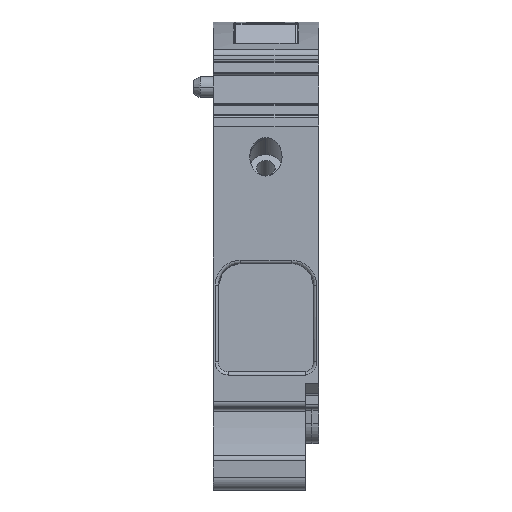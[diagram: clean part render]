
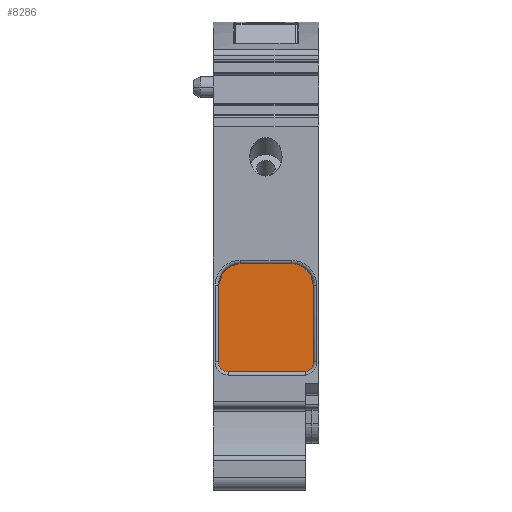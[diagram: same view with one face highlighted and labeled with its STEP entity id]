
A CAD part, front view. The second image highlights one B-rep face of the part: STEP entity #8286.
In plain terms, the highlighted planar face has unit normal (0, -1, 0).
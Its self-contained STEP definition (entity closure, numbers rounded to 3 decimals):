
#8185=AXIS2_PLACEMENT_3D('Plane Axis2P3D',#8182,#8183,#8184) ;
#8212=AXIS2_PLACEMENT_3D('Circle Axis2P3D',#8210,#8211,$) ;
#8219=AXIS2_PLACEMENT_3D('Circle Axis2P3D',#8217,#8218,$) ;
#8226=AXIS2_PLACEMENT_3D('Circle Axis2P3D',#8224,#8225,$) ;
#8247=AXIS2_PLACEMENT_3D('Circle Axis2P3D',#8245,#8246,$) ;
#8159=CARTESIAN_POINT('Vertex',(7.085,11.379,34.368)) ;
#8162=CARTESIAN_POINT('Line Origine',(11.,11.379,34.368)) ;
#8166=CARTESIAN_POINT('Vertex',(14.915,11.379,34.368)) ;
#8182=CARTESIAN_POINT('Axis2P3D Location',(0.,11.379,0.)) ;
#8188=CARTESIAN_POINT('Control Point',(7.085,11.379,34.368)) ;
#8189=CARTESIAN_POINT('Control Point',(6.734,11.379,34.366)) ;
#8190=CARTESIAN_POINT('Control Point',(6.382,11.379,34.314)) ;
#8191=CARTESIAN_POINT('Control Point',(6.04,11.379,34.215)) ;
#8192=CARTESIAN_POINT('Control Point',(5.381,11.379,33.924)) ;
#8193=CARTESIAN_POINT('Control Point',(4.822,11.379,33.472)) ;
#8194=CARTESIAN_POINT('Control Point',(4.57,11.379,33.206)) ;
#8195=CARTESIAN_POINT('Control Point',(4.163,11.379,32.644)) ;
#8196=CARTESIAN_POINT('Control Point',(3.911,11.379,32.001)) ;
#8197=CARTESIAN_POINT('Control Point',(3.829,11.379,31.681)) ;
#8198=CARTESIAN_POINT('Control Point',(3.788,11.379,31.355)) ;
#8199=CARTESIAN_POINT('Control Point',(3.788,11.379,31.03)) ;
#8200=CARTESIAN_POINT('Vertex',(3.788,11.379,31.03)) ;
#8203=CARTESIAN_POINT('Line Origine',(3.788,11.379,25.24)) ;
#8207=CARTESIAN_POINT('Vertex',(3.788,11.379,19.45)) ;
#8210=CARTESIAN_POINT('Axis2P3D Location',(5.292,11.379,19.454)) ;
#8214=CARTESIAN_POINT('Vertex',(5.288,11.379,17.95)) ;
#8217=CARTESIAN_POINT('Axis2P3D Location',(5.292,11.379,19.455)) ;
#8221=CARTESIAN_POINT('Vertex',(5.292,11.379,17.95)) ;
#8224=CARTESIAN_POINT('Axis2P3D Location',(5.292,11.379,19.455)) ;
#8228=CARTESIAN_POINT('Vertex',(5.295,11.379,17.95)) ;
#8231=CARTESIAN_POINT('Line Origine',(11.148,11.379,17.95)) ;
#8235=CARTESIAN_POINT('Vertex',(17.,11.379,17.95)) ;
#8238=CARTESIAN_POINT('Line Origine',(17.,11.379,17.964)) ;
#8242=CARTESIAN_POINT('Vertex',(17.,11.379,17.978)) ;
#8245=CARTESIAN_POINT('Axis2P3D Location',(16.712,11.379,19.45)) ;
#8249=CARTESIAN_POINT('Vertex',(18.212,11.379,19.45)) ;
#8252=CARTESIAN_POINT('Line Origine',(18.212,11.379,25.24)) ;
#8256=CARTESIAN_POINT('Vertex',(18.212,11.379,31.03)) ;
#8260=CARTESIAN_POINT('Control Point',(18.212,11.379,31.03)) ;
#8261=CARTESIAN_POINT('Control Point',(18.212,11.379,31.383)) ;
#8262=CARTESIAN_POINT('Control Point',(18.163,11.379,31.738)) ;
#8263=CARTESIAN_POINT('Control Point',(18.067,11.379,32.084)) ;
#8264=CARTESIAN_POINT('Control Point',(17.782,11.379,32.746)) ;
#8265=CARTESIAN_POINT('Control Point',(17.334,11.379,33.313)) ;
#8266=CARTESIAN_POINT('Control Point',(17.073,11.379,33.568)) ;
#8267=CARTESIAN_POINT('Control Point',(16.518,11.379,33.979)) ;
#8268=CARTESIAN_POINT('Control Point',(15.878,11.379,34.238)) ;
#8269=CARTESIAN_POINT('Control Point',(15.562,11.379,34.322)) ;
#8270=CARTESIAN_POINT('Control Point',(15.238,11.379,34.366)) ;
#8271=CARTESIAN_POINT('Control Point',(14.915,11.379,34.368)) ;
#8163=DIRECTION('Vector Direction',(-1.,0.,0.)) ;
#8183=DIRECTION('Axis2P3D Direction',(0.,-1.,0.)) ;
#8184=DIRECTION('Axis2P3D XDirection',(1.,0.,0.)) ;
#8204=DIRECTION('Vector Direction',(0.,0.,-1.)) ;
#8211=DIRECTION('Axis2P3D Direction',(0.,-1.,0.)) ;
#8218=DIRECTION('Axis2P3D Direction',(0.,-1.,0.)) ;
#8225=DIRECTION('Axis2P3D Direction',(0.,-1.,0.)) ;
#8232=DIRECTION('Vector Direction',(1.,0.,0.)) ;
#8239=DIRECTION('Vector Direction',(0.,0.,-1.)) ;
#8246=DIRECTION('Axis2P3D Direction',(0.,-1.,0.)) ;
#8253=DIRECTION('Vector Direction',(0.,0.,1.)) ;
#8164=VECTOR('Line Direction',#8163,1.) ;
#8205=VECTOR('Line Direction',#8204,1.) ;
#8233=VECTOR('Line Direction',#8232,1.) ;
#8240=VECTOR('Line Direction',#8239,1.) ;
#8254=VECTOR('Line Direction',#8253,1.) ;
#8274=ORIENTED_EDGE('',*,*,#8168,.T.) ;
#8275=ORIENTED_EDGE('',*,*,#8202,.F.) ;
#8276=ORIENTED_EDGE('',*,*,#8209,.T.) ;
#8277=ORIENTED_EDGE('',*,*,#8216,.T.) ;
#8278=ORIENTED_EDGE('',*,*,#8223,.T.) ;
#8279=ORIENTED_EDGE('',*,*,#8230,.T.) ;
#8280=ORIENTED_EDGE('',*,*,#8237,.T.) ;
#8281=ORIENTED_EDGE('',*,*,#8244,.F.) ;
#8282=ORIENTED_EDGE('',*,*,#8251,.T.) ;
#8283=ORIENTED_EDGE('',*,*,#8258,.T.) ;
#8284=ORIENTED_EDGE('',*,*,#8272,.T.) ;
#8286=ADVANCED_FACE('MLD L 1',(#8285),#8186,.T.) ;
#8187=B_SPLINE_CURVE_WITH_KNOTS('',5,(#8188,#8189,#8190,#8191,#8192,#8193,#8194,#8195,#8196,#8197,#8198,#8199),.UNSPECIFIED.,.F.,.U.,(6,3,3,6),(0.,2.489,5.045,7.37),.UNSPECIFIED.) ;
#8259=B_SPLINE_CURVE_WITH_KNOTS('',5,(#8260,#8261,#8262,#8263,#8264,#8265,#8266,#8267,#8268,#8269,#8270,#8271),.UNSPECIFIED.,.F.,.U.,(6,3,3,6),(0.,2.527,5.081,7.37),.UNSPECIFIED.) ;
#8213=CIRCLE('generated circle',#8212,1.504) ;
#8220=CIRCLE('generated circle',#8219,1.505) ;
#8227=CIRCLE('generated circle',#8226,1.505) ;
#8248=CIRCLE('generated circle',#8247,1.5) ;
#8168=EDGE_CURVE('',#8167,#8160,#8165,.T.) ;
#8202=EDGE_CURVE('',#8201,#8160,#8187,.F.) ;
#8209=EDGE_CURVE('',#8201,#8208,#8206,.T.) ;
#8216=EDGE_CURVE('',#8208,#8215,#8213,.T.) ;
#8223=EDGE_CURVE('',#8215,#8222,#8220,.T.) ;
#8230=EDGE_CURVE('',#8222,#8229,#8227,.T.) ;
#8237=EDGE_CURVE('',#8229,#8236,#8234,.T.) ;
#8244=EDGE_CURVE('',#8243,#8236,#8241,.T.) ;
#8251=EDGE_CURVE('',#8243,#8250,#8248,.T.) ;
#8258=EDGE_CURVE('',#8250,#8257,#8255,.T.) ;
#8272=EDGE_CURVE('',#8257,#8167,#8259,.T.) ;
#8273=EDGE_LOOP('',(#8274,#8275,#8276,#8277,#8278,#8279,#8280,#8281,#8282,#8283,#8284)) ;
#8285=FACE_OUTER_BOUND('',#8273,.T.) ;
#8165=LINE('Line',#8162,#8164) ;
#8206=LINE('Line',#8203,#8205) ;
#8234=LINE('Line',#8231,#8233) ;
#8241=LINE('Line',#8238,#8240) ;
#8255=LINE('Line',#8252,#8254) ;
#8186=PLANE('',#8185) ;
#8160=VERTEX_POINT('',#8159) ;
#8167=VERTEX_POINT('',#8166) ;
#8201=VERTEX_POINT('',#8200) ;
#8208=VERTEX_POINT('',#8207) ;
#8215=VERTEX_POINT('',#8214) ;
#8222=VERTEX_POINT('',#8221) ;
#8229=VERTEX_POINT('',#8228) ;
#8236=VERTEX_POINT('',#8235) ;
#8243=VERTEX_POINT('',#8242) ;
#8250=VERTEX_POINT('',#8249) ;
#8257=VERTEX_POINT('',#8256) ;
